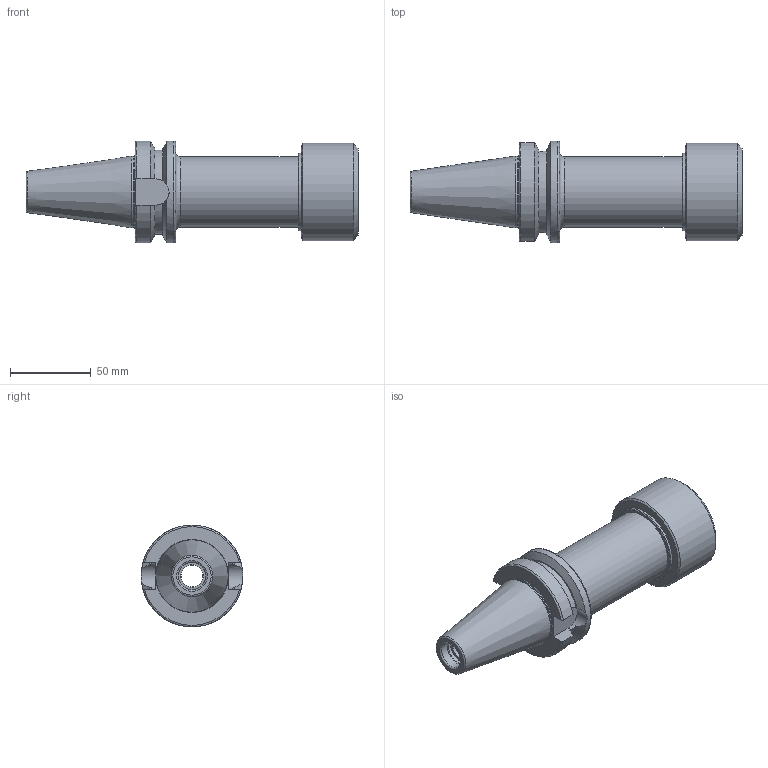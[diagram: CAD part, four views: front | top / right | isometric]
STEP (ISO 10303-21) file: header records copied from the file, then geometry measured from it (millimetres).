
FILE_DESCRIPTION(/* description */ (''),/* implementation_level */ '2;1');
FILE_NAME(/* name */ 'OH314.stp',/* time_stamp */ '2023-06-29T13:47:10+09:00',/* author */ ('YSH'),/* organization */ (''),/* preprocessor_version */ 'ST-DEVELOPER v18.1',/* originating_system */ 'Autodesk Inventor 2022',/* authorisation */ '');
FILE_SCHEMA (('AUTOMOTIVE_DESIGN { 1 0 10303 214 3 1 1 }'));
Length unit declared in the file: millimetre
Products named in the file (3): BT40-TG100-139.7; LO-BT40-TG100-139.7; TG100 NUT
Assembly tree (2 placements, depth 2):
  BT40-TG100-139.7
    LO-BT40-TG100-139.7
    TG100 NUT
Bounding box: 205.1 x 63 x 63 mm (x, y, z)
Volume: 252793.9 mm3; surface area: 58321.6 mm2
Topology: 2 solids, 2 shells, 62 faces, 146 edges, 95 vertices
Faces by surface type: plane 21, cylinder 19, cone 15, torus 7
Full cylindrical faces by diameter (mm): 13.5 x1, 13.835 x1, 17 x1, 17.6 x1, 25.376 x1, 29 x1, 35 x1, 43.7 x1, 44 x1, 48 x2, 60 x1, 63 x1
Entity records: 2009 total; most frequent: CARTESIAN_POINT 411, DIRECTION 334, ORIENTED_EDGE 292, EDGE_CURVE 146, AXIS2_PLACEMENT_3D 140, VERTEX_POINT 95, EDGE_LOOP 73, CIRCLE 73
